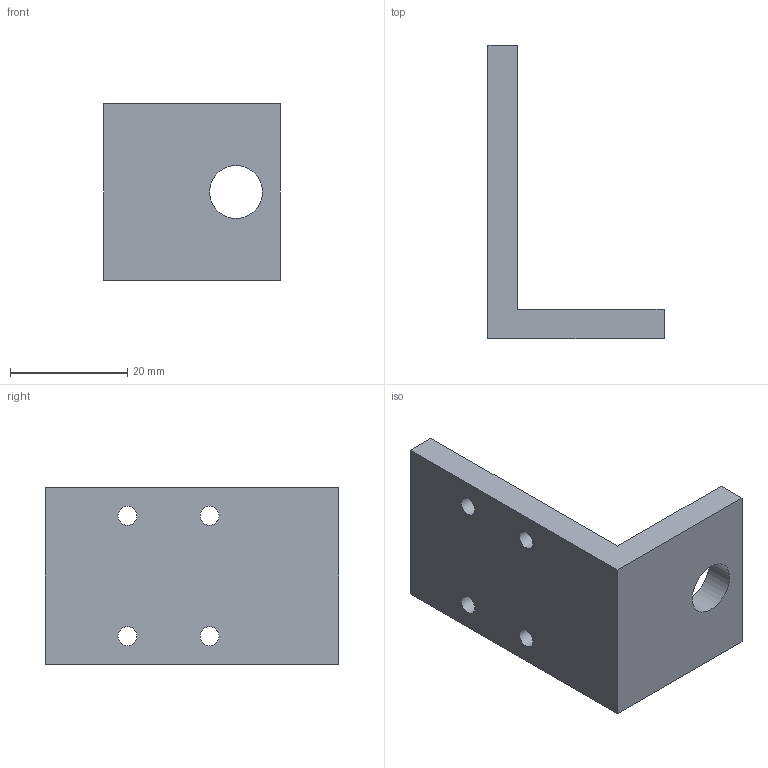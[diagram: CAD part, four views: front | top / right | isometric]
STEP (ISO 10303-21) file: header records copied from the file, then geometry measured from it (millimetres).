
FILE_DESCRIPTION((''),'2;1');
FILE_NAME('700010.ipt.stp','2010-09-05T12:23:10',(''),(''),'Autodesk Inventor 2010','Autodesk Inventor 2010','');
FILE_SCHEMA(('AUTOMOTIVE_DESIGN { 1 0 10303 214 1 1 1 1 }'));
Length unit declared in the file: millimetre
Products named in the file (1): 700010
Bounding box: 30 x 50 x 30 mm (x, y, z)
Volume: 10766.9 mm3; surface area: 5701.7 mm2
Topology: 1 solids, 1 shells, 13 faces, 38 edges, 27 vertices
Faces by surface type: plane 8, bspline 5
Entity records: 483 total; most frequent: CARTESIAN_POINT 149, DIRECTION 56, ORIENTED_EDGE 56, EDGE_CURVE 28, EDGE_LOOP 28, VERTEX_POINT 22, AXIS2_PLACEMENT_3D 19, VECTOR 18
